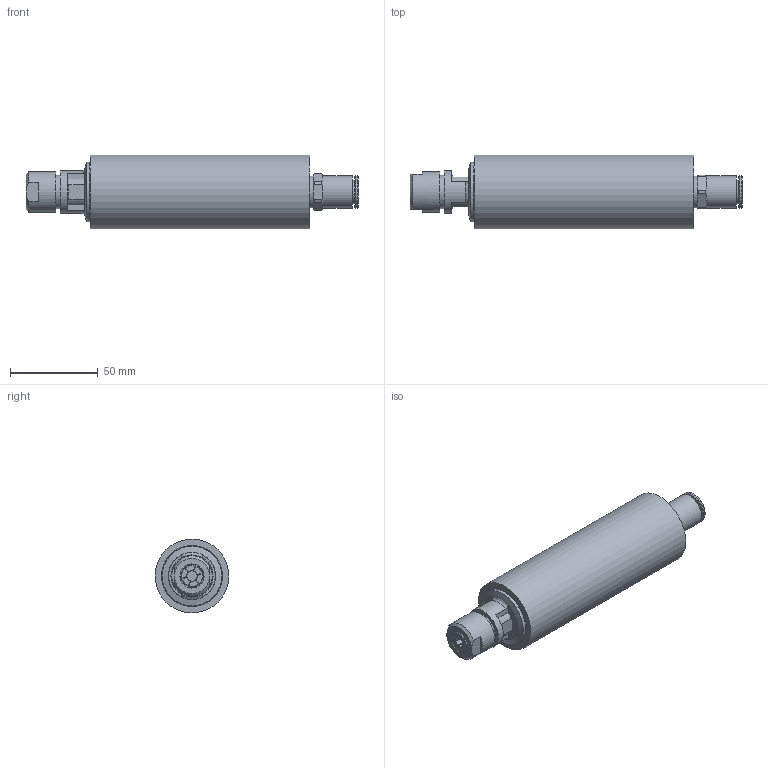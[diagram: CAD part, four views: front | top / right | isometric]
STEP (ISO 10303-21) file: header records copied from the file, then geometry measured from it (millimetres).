
FILE_DESCRIPTION((''),'2;1');
FILE_NAME('ES 200 ER_60008327.stp','2009-03-03T12:58:43',('rmorof'),(''),'Autodesk Inventor 2008','Autodesk Inventor 2008','');
FILE_SCHEMA(('CONFIG_CONTROL_DESIGN'));
Length unit declared in the file: millimetre
Products named in the file (1): ES 200 ER_60008327
Bounding box: 189.02 x 41.84 x 41.84 mm (x, y, z)
Volume: 191486.2 mm3; surface area: 28034.7 mm2
Topology: 1 solids, 3 shells, 183 faces, 475 edges, 314 vertices
Faces by surface type: plane 100, cylinder 54, cone 26, bspline 2, torus 1
Full cylindrical faces by diameter (mm): 6 x1, 7.545 x1, 11.98 x1, 12 x1, 12.2 x1, 13.2 x1, 15.5 x1, 15.8 x1, 18 x1, 18.5 x2, 18.655 x1, 19 x2, 23 x1, 24 x1, 34 x1, 36 x1, 36.1 x1, 42 x1
Entity records: 5708 total; most frequent: CARTESIAN_POINT 1277, DIRECTION 870, ORIENTED_EDGE 856, EDGE_CURVE 428, AXIS2_PLACEMENT_3D 352, VERTEX_POINT 296, EDGE_LOOP 232, FACE_OUTER_BOUND 183
